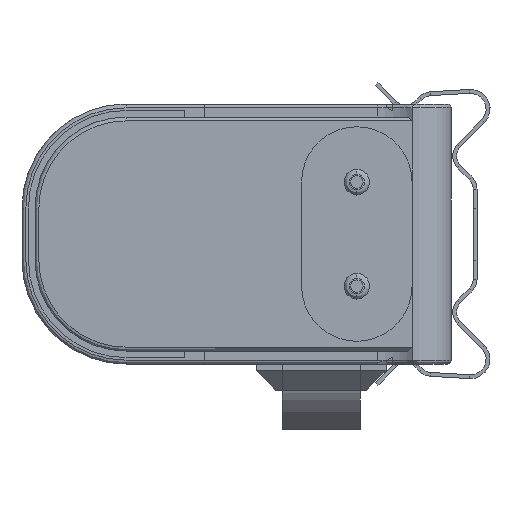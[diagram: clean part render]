
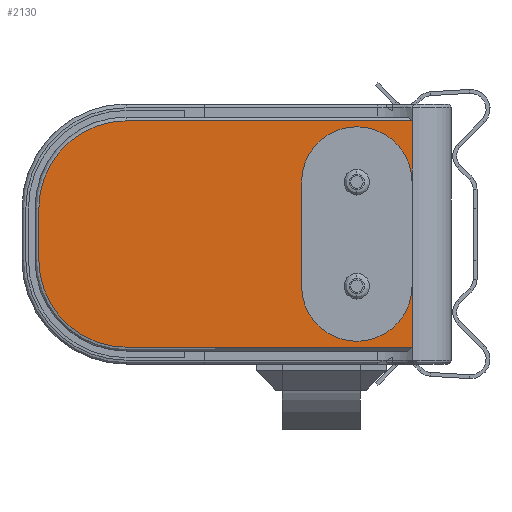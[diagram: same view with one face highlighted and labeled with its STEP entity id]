
A CAD part, left-side view. The second image highlights one B-rep face of the part: STEP entity #2130.
In plain terms, the highlighted planar face has unit normal (-1, 0, 0).
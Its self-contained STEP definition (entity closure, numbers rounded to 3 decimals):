
#17 = EDGE_CURVE ( 'NONE', #1184, #2366, #4682, .T. ) ;
#51 = ORIENTED_EDGE ( 'NONE', *, *, #6298, .F. ) ;
#229 = ORIENTED_EDGE ( 'NONE', *, *, #5304, .F. ) ;
#252 = LINE ( 'NONE', #8153, #7592 ) ;
#421 = CARTESIAN_POINT ( 'NONE',  ( -1167., 25., -1.3 ) ) ;
#493 = AXIS2_PLACEMENT_3D ( 'NONE', #2705, #7573, #2750 ) ;
#572 = CARTESIAN_POINT ( 'NONE',  ( -1167., 31.7, -8. ) ) ;
#600 = EDGE_CURVE ( 'NONE', #3347, #3084, #7116, .T. ) ;
#681 = VERTEX_POINT ( 'NONE', #2003 ) ;
#818 = CARTESIAN_POINT ( 'NONE',  ( -1167., 25., -18.7 ) ) ;
#822 = EDGE_LOOP ( 'NONE', ( #3350, #5302, #3220, #5322, #4151, #51, #5023, #945, #229, #1329, #7268 ) ) ;
#945 = ORIENTED_EDGE ( 'NONE', *, *, #4176, .F. ) ;
#1073 = VECTOR ( 'NONE', #5763, 1000. ) ;
#1118 = VECTOR ( 'NONE', #3374, 1000. ) ;
#1184 = VERTEX_POINT ( 'NONE', #4466 ) ;
#1198 = CARTESIAN_POINT ( 'NONE',  ( -1167., 25., -8. ) ) ;
#1307 = CARTESIAN_POINT ( 'NONE',  ( -1167., 3., -14. ) ) ;
#1329 = ORIENTED_EDGE ( 'NONE', *, *, #8033, .F. ) ;
#1494 = EDGE_CURVE ( 'NONE', #2654, #6806, #3030, .T. ) ;
#1577 = VERTEX_POINT ( 'NONE', #1596 ) ;
#1596 = CARTESIAN_POINT ( 'NONE',  ( -1167., 3., -1.3 ) ) ;
#1656 = DIRECTION ( 'NONE',  ( 0., 0., 1. ) ) ;
#1812 = PLANE ( 'NONE',  #7379 ) ;
#1895 = DIRECTION ( 'NONE',  ( 0., 0., 1. ) ) ;
#1947 = CARTESIAN_POINT ( 'NONE',  ( -1167., 11.5, -14. ) ) ;
#2003 = CARTESIAN_POINT ( 'NONE',  ( -1167., 31.7, -8. ) ) ;
#2130 = ADVANCED_FACE ( 'NONE', ( #4537 ), #1812, .F. ) ;
#2293 = DIRECTION ( 'NONE',  ( 0., 0., -1. ) ) ;
#2366 = VERTEX_POINT ( 'NONE', #4350 ) ;
#2566 = CARTESIAN_POINT ( 'NONE',  ( -1167., 7.25, -18.25 ) ) ;
#2654 = VERTEX_POINT ( 'NONE', #1307 ) ;
#2705 = CARTESIAN_POINT ( 'NONE',  ( -1167., 7.25, -14. ) ) ;
#2750 = DIRECTION ( 'NONE',  ( 0., 0., -1. ) ) ;
#3030 = LINE ( 'NONE', #5063, #1073 ) ;
#3043 = CARTESIAN_POINT ( 'NONE',  ( -1167., 7.25, -6. ) ) ;
#3065 = CIRCLE ( 'NONE', #4245, 6.7 ) ;
#3084 = VERTEX_POINT ( 'NONE', #1947 ) ;
#3105 = CARTESIAN_POINT ( 'NONE',  ( -1167., 25., -8. ) ) ;
#3220 = ORIENTED_EDGE ( 'NONE', *, *, #600, .T. ) ;
#3347 = VERTEX_POINT ( 'NONE', #2566 ) ;
#3350 = ORIENTED_EDGE ( 'NONE', *, *, #1494, .F. ) ;
#3374 = DIRECTION ( 'NONE',  ( 0., 0., 1. ) ) ;
#3623 = VECTOR ( 'NONE', #8000, 1000. ) ;
#3629 = CARTESIAN_POINT ( 'NONE',  ( -1167., 31.7, -12. ) ) ;
#3798 = DIRECTION ( 'NONE',  ( 0., 0., -1. ) ) ;
#4151 = ORIENTED_EDGE ( 'NONE', *, *, #17, .T. ) ;
#4176 = EDGE_CURVE ( 'NONE', #681, #5623, #7118, .T. ) ;
#4245 = AXIS2_PLACEMENT_3D ( 'NONE', #8794, #7955, #1656 ) ;
#4323 = LINE ( 'NONE', #818, #6699 ) ;
#4350 = CARTESIAN_POINT ( 'NONE',  ( -1167., 3., -6. ) ) ;
#4466 = CARTESIAN_POINT ( 'NONE',  ( -1167., 11.5, -6. ) ) ;
#4513 = EDGE_CURVE ( 'NONE', #5623, #1577, #8557, .T. ) ;
#4537 = FACE_OUTER_BOUND ( 'NONE', #822, .T. ) ;
#4629 = VERTEX_POINT ( 'NONE', #8822 ) ;
#4682 = CIRCLE ( 'NONE', #6899, 4.25 ) ;
#4901 = EDGE_CURVE ( 'NONE', #6806, #4629, #4323, .T. ) ;
#5023 = ORIENTED_EDGE ( 'NONE', *, *, #4513, .F. ) ;
#5063 = CARTESIAN_POINT ( 'NONE',  ( -1167., 3., -8. ) ) ;
#5072 = DIRECTION ( 'NONE',  ( 0., 0., -1. ) ) ;
#5285 = DIRECTION ( 'NONE',  ( 1., 0., 0. ) ) ;
#5302 = ORIENTED_EDGE ( 'NONE', *, *, #8234, .T. ) ;
#5304 = EDGE_CURVE ( 'NONE', #7342, #681, #6880, .T. ) ;
#5322 = ORIENTED_EDGE ( 'NONE', *, *, #5504, .F. ) ;
#5431 = CIRCLE ( 'NONE', #7041, 4.25 ) ;
#5504 = EDGE_CURVE ( 'NONE', #1184, #3084, #7913, .T. ) ;
#5623 = VERTEX_POINT ( 'NONE', #421 ) ;
#5682 = DIRECTION ( 'NONE',  ( 1., 0., 0. ) ) ;
#5763 = DIRECTION ( 'NONE',  ( 0., 0., -1. ) ) ;
#6104 = VECTOR ( 'NONE', #6590, 1000. ) ;
#6298 = EDGE_CURVE ( 'NONE', #1577, #2366, #252, .T. ) ;
#6590 = DIRECTION ( 'NONE',  ( 0., -1., 0. ) ) ;
#6699 = VECTOR ( 'NONE', #8545, 1000. ) ;
#6806 = VERTEX_POINT ( 'NONE', #8051 ) ;
#6880 = LINE ( 'NONE', #572, #1118 ) ;
#6899 = AXIS2_PLACEMENT_3D ( 'NONE', #3043, #7313, #5072 ) ;
#7041 = AXIS2_PLACEMENT_3D ( 'NONE', #7049, #5682, #2293 ) ;
#7049 = CARTESIAN_POINT ( 'NONE',  ( -1167., 7.25, -14. ) ) ;
#7116 = CIRCLE ( 'NONE', #493, 4.25 ) ;
#7118 = CIRCLE ( 'NONE', #7249, 6.7 ) ;
#7249 = AXIS2_PLACEMENT_3D ( 'NONE', #1198, #8197, #1895 ) ;
#7268 = ORIENTED_EDGE ( 'NONE', *, *, #4901, .F. ) ;
#7310 = CARTESIAN_POINT ( 'NONE',  ( -1167., 25., -1.3 ) ) ;
#7313 = DIRECTION ( 'NONE',  ( 1., 0., 0. ) ) ;
#7333 = DIRECTION ( 'NONE',  ( 0., 0., 1. ) ) ;
#7342 = VERTEX_POINT ( 'NONE', #3629 ) ;
#7379 = AXIS2_PLACEMENT_3D ( 'NONE', #3105, #5285, #7333 ) ;
#7573 = DIRECTION ( 'NONE',  ( 1., 0., 0. ) ) ;
#7592 = VECTOR ( 'NONE', #3798, 1000. ) ;
#7913 = LINE ( 'NONE', #8693, #3623 ) ;
#7955 = DIRECTION ( 'NONE',  ( 1., 0., 0. ) ) ;
#8000 = DIRECTION ( 'NONE',  ( 0., 0., -1. ) ) ;
#8033 = EDGE_CURVE ( 'NONE', #4629, #7342, #3065, .T. ) ;
#8051 = CARTESIAN_POINT ( 'NONE',  ( -1167., 3., -18.7 ) ) ;
#8153 = CARTESIAN_POINT ( 'NONE',  ( -1167., 3., -8. ) ) ;
#8197 = DIRECTION ( 'NONE',  ( 1., 0., 0. ) ) ;
#8234 = EDGE_CURVE ( 'NONE', #2654, #3347, #5431, .T. ) ;
#8545 = DIRECTION ( 'NONE',  ( 0., 1., 0. ) ) ;
#8557 = LINE ( 'NONE', #7310, #6104 ) ;
#8693 = CARTESIAN_POINT ( 'NONE',  ( -1167., 11.5, 0. ) ) ;
#8794 = CARTESIAN_POINT ( 'NONE',  ( -1167., 25., -12. ) ) ;
#8822 = CARTESIAN_POINT ( 'NONE',  ( -1167., 25., -18.7 ) ) ;
